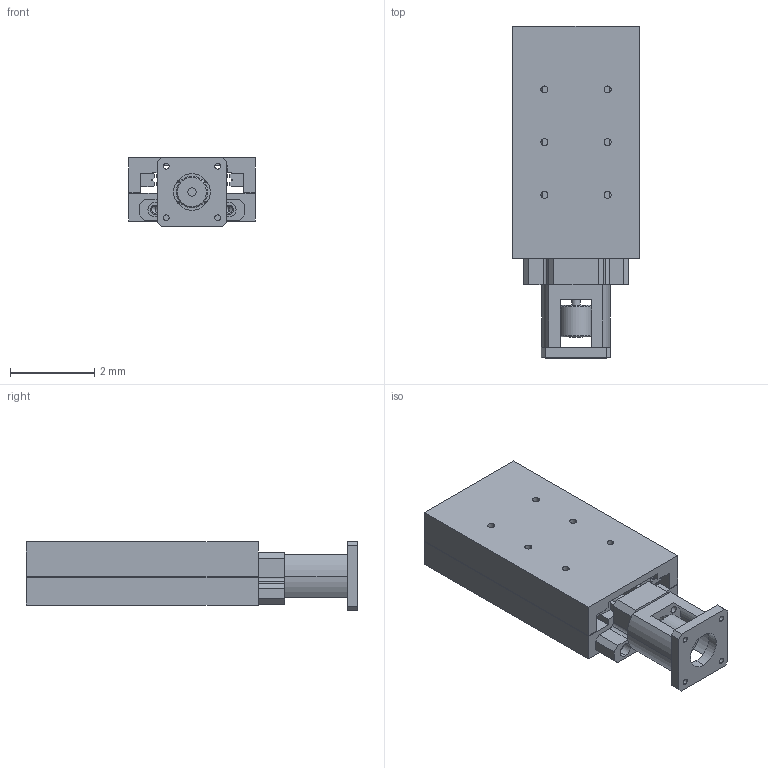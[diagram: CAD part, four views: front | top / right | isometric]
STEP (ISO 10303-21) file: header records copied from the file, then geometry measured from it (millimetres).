
FILE_DESCRIPTION((''),'2;1');
FILE_NAME('MLP3-6-4.stp','2003-07-26T18:30:31',(''),(''),'AutoCAD STEP 2000i','AutoCAD 2000i',', , ');
FILE_SCHEMA(('CONFIG_CONTROL_DESIGN'));
Length unit declared in the file: millimetre
Products named in the file (11): MLP3-6-4; PART1; PART2; MOTORENDPLATE; BOTTOMPLATE; RAIL; RAIL-1; RAIL-2; RAIL-3; LEADSCREW; COUPLING-23
Assembly tree (10 placements, depth 2):
  MLP3-6-4
    PART1
    PART2
    MOTORENDPLATE
    BOTTOMPLATE
    RAIL
    RAIL-1
    RAIL-2
    RAIL-3
    LEADSCREW
    COUPLING-23
Bounding box: 3 x 7.87 x 1.65 mm (x, y, z)
Volume: 21 mm3; surface area: 176.3 mm2
Topology: 10 solids, 10 shells, 253 faces, 670 edges, 442 vertices
Faces by surface type: plane 147, cylinder 98, cone 8
Entity records: 8189 total; most frequent: DIRECTION 1400, CARTESIAN_POINT 1372, ORIENTED_EDGE 1332, EDGE_CURVE 666, AXIS2_PLACEMENT_3D 470, VECTOR 460, LINE 460, VERTEX_POINT 442
